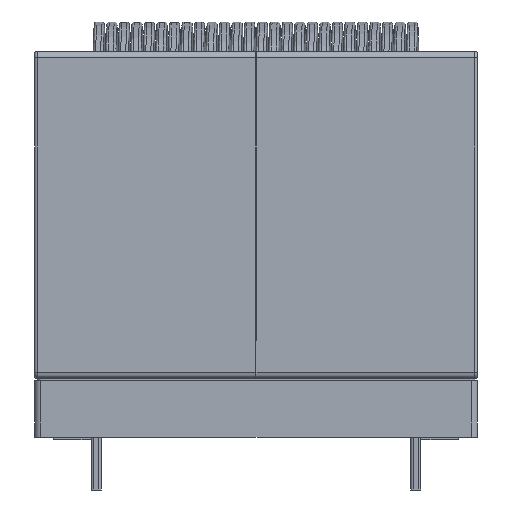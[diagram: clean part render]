
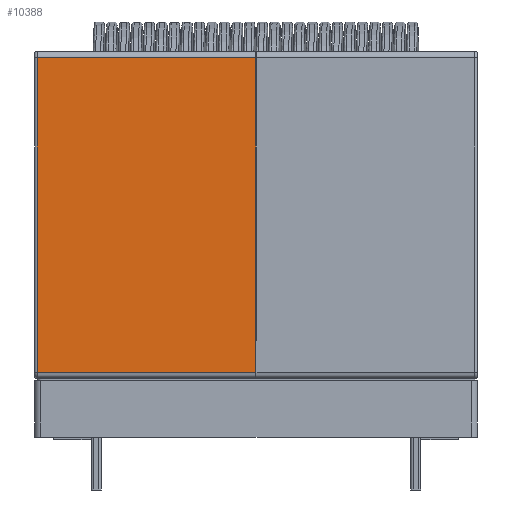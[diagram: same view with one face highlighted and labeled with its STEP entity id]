
A CAD part, left-side view. The second image highlights one B-rep face of the part: STEP entity #10388.
In plain terms, the highlighted face is planar.
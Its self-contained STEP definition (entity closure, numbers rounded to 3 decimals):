
#2345=ORIENTED_EDGE('',*,*,#5189,.T.);
#2346=ORIENTED_EDGE('',*,*,#5190,.T.);
#2347=ORIENTED_EDGE('',*,*,#5191,.T.);
#2348=ORIENTED_EDGE('',*,*,#5177,.F.);
#5177=EDGE_CURVE('',#6635,#6636,#7654,.T.);
#5189=EDGE_CURVE('',#6635,#6644,#7656,.F.);
#5190=EDGE_CURVE('',#6644,#6645,#7657,.T.);
#5191=EDGE_CURVE('',#6645,#6636,#7658,.T.);
#6635=VERTEX_POINT('',#34817);
#6636=VERTEX_POINT('',#34819);
#6644=VERTEX_POINT('',#34841);
#6645=VERTEX_POINT('',#34843);
#7654=LINE('',#34818,#8245);
#7656=LINE('',#34840,#8247);
#7657=LINE('',#34842,#8248);
#7658=LINE('',#34844,#8249);
#8245=VECTOR('',#14234,1000.);
#8247=VECTOR('',#14260,1000.);
#8248=VECTOR('',#14261,1000.);
#8249=VECTOR('',#14262,1000.);
#8778=EDGE_LOOP('',(#2345,#2346,#2347,#2348));
#9465=FACE_BOUND('',#8778,.T.);
#10090=PLANE('',#13307);
#10388=ADVANCED_FACE('',(#9465),#10090,.T.);
#13307=AXIS2_PLACEMENT_3D('',#34839,#14258,#14259);
#14234=DIRECTION('',(0.,-1.,0.));
#14258=DIRECTION('',(1.,0.,0.));
#14259=DIRECTION('',(0.,1.,0.));
#14260=DIRECTION('',(0.,0.,-1.));
#14261=DIRECTION('',(0.,-1.,0.));
#14262=DIRECTION('',(0.,0.,-1.));
#34817=CARTESIAN_POINT('',(18.,12.5,-8.8));
#34818=CARTESIAN_POINT('',(18.,13.,-8.8));
#34819=CARTESIAN_POINT('',(18.,-12.5,-8.8));
#34839=CARTESIAN_POINT('',(18.,13.,8.8));
#34840=CARTESIAN_POINT('',(18.,12.5,8.8));
#34841=CARTESIAN_POINT('',(18.,12.5,8.6));
#34842=CARTESIAN_POINT('',(18.,-12.5,8.6));
#34843=CARTESIAN_POINT('',(18.,-12.5,8.6));
#34844=CARTESIAN_POINT('',(18.,-12.5,8.8));
